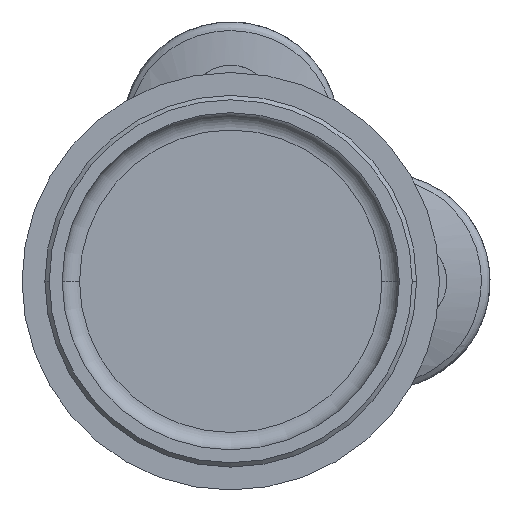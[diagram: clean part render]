
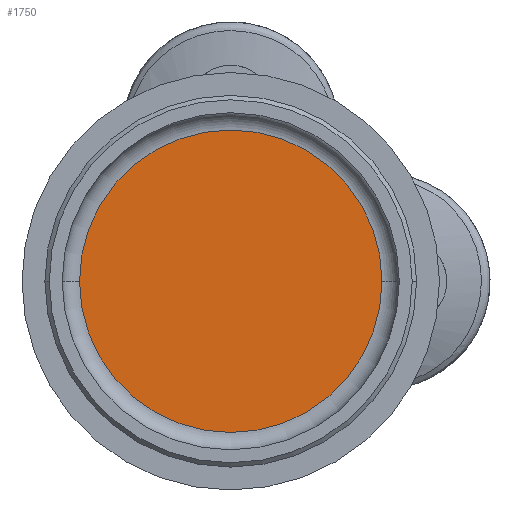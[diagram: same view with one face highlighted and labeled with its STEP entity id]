
A CAD part, front view. The second image highlights one B-rep face of the part: STEP entity #1750.
In plain terms, the highlighted planar face has unit normal (0, -1, 0).
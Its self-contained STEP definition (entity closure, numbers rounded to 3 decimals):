
#95 = AXIS2_PLACEMENT_3D ( 'NONE', #2397, #2406, #519 ) ;
#193 = ORIENTED_EDGE ( 'NONE', *, *, #1331, .F. ) ;
#263 = AXIS2_PLACEMENT_3D ( 'NONE', #1807, #1816, #2196 ) ;
#278 = EDGE_LOOP ( 'NONE', ( #193, #2434 ) ) ;
#311 = VERTEX_POINT ( 'NONE', #2402 ) ;
#483 = CARTESIAN_POINT ( 'NONE',  ( 17.5, 0., 0. ) ) ;
#519 = DIRECTION ( 'NONE',  ( -1., 0., 0. ) ) ;
#915 = FACE_OUTER_BOUND ( 'NONE', #278, .T. ) ;
#1331 = EDGE_CURVE ( 'NONE', #311, #2191, #1720, .T. ) ;
#1471 = CARTESIAN_POINT ( 'NONE',  ( 0., 0., 0. ) ) ;
#1659 = PLANE ( 'NONE',  #2328 ) ;
#1720 = CIRCLE ( 'NONE', #263, 17.5 ) ;
#1750 = ADVANCED_FACE ( 'NONE', ( #915 ), #1659, .F. ) ;
#1807 = CARTESIAN_POINT ( 'NONE',  ( 0., 0., 0. ) ) ;
#1816 = DIRECTION ( 'NONE',  ( 0., 1., 0. ) ) ;
#1840 = DIRECTION ( 'NONE',  ( 0., 1., 0. ) ) ;
#1913 = EDGE_CURVE ( 'NONE', #2191, #311, #2329, .T. ) ;
#2191 = VERTEX_POINT ( 'NONE', #483 ) ;
#2196 = DIRECTION ( 'NONE',  ( -1., 0., 0. ) ) ;
#2328 = AXIS2_PLACEMENT_3D ( 'NONE', #1471, #1840, #2413 ) ;
#2329 = CIRCLE ( 'NONE', #95, 17.5 ) ;
#2397 = CARTESIAN_POINT ( 'NONE',  ( 0., 0., 0. ) ) ;
#2402 = CARTESIAN_POINT ( 'NONE',  ( -17.5, 0., 0. ) ) ;
#2406 = DIRECTION ( 'NONE',  ( 0., 1., 0. ) ) ;
#2413 = DIRECTION ( 'NONE',  ( -1., 0., 0. ) ) ;
#2434 = ORIENTED_EDGE ( 'NONE', *, *, #1913, .F. ) ;
